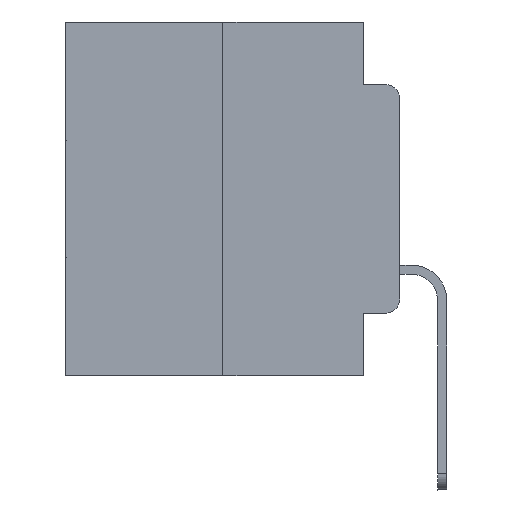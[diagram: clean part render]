
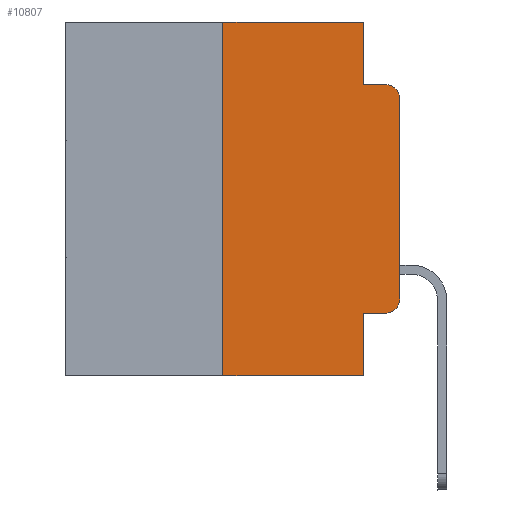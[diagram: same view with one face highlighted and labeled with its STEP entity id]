
A CAD part, left-side view. The second image highlights one B-rep face of the part: STEP entity #10807.
In plain terms, the highlighted planar face has unit normal (-1, 0, 0).
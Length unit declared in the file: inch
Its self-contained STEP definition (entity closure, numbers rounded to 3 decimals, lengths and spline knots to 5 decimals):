
#2 = VECTOR ( 'NONE', #16169, 39.37008 ) ;
#317 = LINE ( 'NONE', #7368, #21449 ) ;
#860 = ORIENTED_EDGE ( 'NONE', *, *, #14088, .F. ) ;
#1083 = DIRECTION ( 'NONE',  ( 1., 0., 0. ) ) ;
#1533 = EDGE_CURVE ( 'NONE', #17822, #16626, #2895, .T. ) ;
#1563 = ORIENTED_EDGE ( 'NONE', *, *, #2211, .T. ) ;
#2149 = CARTESIAN_POINT ( 'NONE',  ( 0., 0.25, 0. ) ) ;
#2211 = EDGE_CURVE ( 'NONE', #21075, #16393, #26029, .T. ) ;
#2306 = EDGE_CURVE ( 'NONE', #8358, #27233, #17474, .T. ) ;
#2895 = LINE ( 'NONE', #5349, #2 ) ;
#2967 = DIRECTION ( 'NONE',  ( -1., 0., 0. ) ) ;
#3181 = VERTEX_POINT ( 'NONE', #18785 ) ;
#4490 = EDGE_CURVE ( 'NONE', #3181, #16393, #6065, .T. ) ;
#5349 = CARTESIAN_POINT ( 'NONE',  ( 0., 0.473, 0. ) ) ;
#5493 = VECTOR ( 'NONE', #17229, 39.37008 ) ;
#5833 = FACE_OUTER_BOUND ( 'NONE', #18770, .T. ) ;
#6065 = LINE ( 'NONE', #22065, #23702 ) ;
#6352 = EDGE_CURVE ( 'NONE', #16626, #18885, #6599, .T. ) ;
#6599 = LINE ( 'NONE', #13237, #15608 ) ;
#6970 = CARTESIAN_POINT ( 'NONE',  ( 0., 0.02, -0.3915 ) ) ;
#7223 = CARTESIAN_POINT ( 'NONE',  ( 0., 0.25, 0. ) ) ;
#7368 = CARTESIAN_POINT ( 'NONE',  ( 0., 0.051, -0.0885 ) ) ;
#7780 = LINE ( 'NONE', #20920, #17245 ) ;
#8177 = CARTESIAN_POINT ( 'NONE',  ( 0., 0.02, -0.0885 ) ) ;
#8358 = VERTEX_POINT ( 'NONE', #20604 ) ;
#8577 = CARTESIAN_POINT ( 'NONE',  ( 0., 0.473, -0.5 ) ) ;
#8616 = ORIENTED_EDGE ( 'NONE', *, *, #2306, .T. ) ;
#9451 = ORIENTED_EDGE ( 'NONE', *, *, #4490, .F. ) ;
#9596 = DIRECTION ( 'NONE',  ( 0., 0., -1. ) ) ;
#10024 = PLANE ( 'NONE',  #16295 ) ;
#10298 = CARTESIAN_POINT ( 'NONE',  ( 0., 0.473, 0. ) ) ;
#10795 = VECTOR ( 'NONE', #26546, 39.37008 ) ;
#10807 = ADVANCED_FACE ( 'NONE', ( #5833 ), #10024, .F. ) ;
#10982 = VERTEX_POINT ( 'NONE', #19818 ) ;
#11214 = CARTESIAN_POINT ( 'NONE',  ( 0., 0.051, 0. ) ) ;
#12853 = EDGE_CURVE ( 'NONE', #21075, #17822, #17754, .T. ) ;
#12932 = EDGE_CURVE ( 'NONE', #3181, #8358, #7780, .T. ) ;
#13128 = DIRECTION ( 'NONE',  ( 0., 0., -1. ) ) ;
#13237 = CARTESIAN_POINT ( 'NONE',  ( 0., 0.051, 0. ) ) ;
#13949 = DIRECTION ( 'NONE',  ( 0., 0., 1. ) ) ;
#14088 = EDGE_CURVE ( 'NONE', #18885, #20774, #317, .T. ) ;
#14465 = CARTESIAN_POINT ( 'NONE',  ( 0., 0., -0.3915 ) ) ;
#15537 = CARTESIAN_POINT ( 'NONE',  ( 0., 0.051, -0.0885 ) ) ;
#15608 = VECTOR ( 'NONE', #22321, 39.37008 ) ;
#15929 = ORIENTED_EDGE ( 'NONE', *, *, #17876, .T. ) ;
#16169 = DIRECTION ( 'NONE',  ( 0., -1., 0. ) ) ;
#16295 = AXIS2_PLACEMENT_3D ( 'NONE', #10298, #1083, #27601 ) ;
#16393 = VERTEX_POINT ( 'NONE', #28104 ) ;
#16626 = VERTEX_POINT ( 'NONE', #11214 ) ;
#17229 = DIRECTION ( 'NONE',  ( 0., -1., 0. ) ) ;
#17240 = VECTOR ( 'NONE', #13949, 39.37008 ) ;
#17245 = VECTOR ( 'NONE', #25244, 39.37008 ) ;
#17474 = CIRCLE ( 'NONE', #22085, 0.02 ) ;
#17604 = ORIENTED_EDGE ( 'NONE', *, *, #18379, .T. ) ;
#17754 = LINE ( 'NONE', #7223, #10795 ) ;
#17798 = DIRECTION ( 'NONE',  ( 0., 0., -1. ) ) ;
#17822 = VERTEX_POINT ( 'NONE', #2149 ) ;
#17876 = EDGE_CURVE ( 'NONE', #27233, #10982, #23935, .T. ) ;
#18233 = DIRECTION ( 'NONE',  ( -1., 0., 0. ) ) ;
#18379 = EDGE_CURVE ( 'NONE', #10982, #20774, #23251, .T. ) ;
#18485 = DIRECTION ( 'NONE',  ( 0., -1., 0. ) ) ;
#18770 = EDGE_LOOP ( 'NONE', ( #15929, #17604, #860, #19284, #21103, #23820, #1563, #9451, #21953, #8616 ) ) ;
#18785 = CARTESIAN_POINT ( 'NONE',  ( 0., 0.051, -0.4115 ) ) ;
#18885 = VERTEX_POINT ( 'NONE', #15537 ) ;
#19284 = ORIENTED_EDGE ( 'NONE', *, *, #6352, .F. ) ;
#19818 = CARTESIAN_POINT ( 'NONE',  ( 0., 0., -0.1085 ) ) ;
#20026 = AXIS2_PLACEMENT_3D ( 'NONE', #22728, #2967, #9596 ) ;
#20604 = CARTESIAN_POINT ( 'NONE',  ( 0., 0.02, -0.4115 ) ) ;
#20774 = VERTEX_POINT ( 'NONE', #8177 ) ;
#20920 = CARTESIAN_POINT ( 'NONE',  ( 0., 0.051, -0.4115 ) ) ;
#21075 = VERTEX_POINT ( 'NONE', #27330 ) ;
#21103 = ORIENTED_EDGE ( 'NONE', *, *, #1533, .F. ) ;
#21449 = VECTOR ( 'NONE', #18485, 39.37008 ) ;
#21953 = ORIENTED_EDGE ( 'NONE', *, *, #12932, .T. ) ;
#22065 = CARTESIAN_POINT ( 'NONE',  ( 0., 0.051, 0. ) ) ;
#22085 = AXIS2_PLACEMENT_3D ( 'NONE', #6970, #18233, #17798 ) ;
#22321 = DIRECTION ( 'NONE',  ( 0., 0., -1. ) ) ;
#22728 = CARTESIAN_POINT ( 'NONE',  ( 0., 0.02, -0.1085 ) ) ;
#23048 = CARTESIAN_POINT ( 'NONE',  ( 0., 0., 0. ) ) ;
#23251 = CIRCLE ( 'NONE', #20026, 0.02 ) ;
#23702 = VECTOR ( 'NONE', #13128, 39.37008 ) ;
#23820 = ORIENTED_EDGE ( 'NONE', *, *, #12853, .F. ) ;
#23935 = LINE ( 'NONE', #23048, #17240 ) ;
#25244 = DIRECTION ( 'NONE',  ( 0., -1., 0. ) ) ;
#26029 = LINE ( 'NONE', #8577, #5493 ) ;
#26546 = DIRECTION ( 'NONE',  ( 0., 0., 1. ) ) ;
#27233 = VERTEX_POINT ( 'NONE', #14465 ) ;
#27330 = CARTESIAN_POINT ( 'NONE',  ( 0., 0.25, -0.5 ) ) ;
#27601 = DIRECTION ( 'NONE',  ( 0., 0., -1. ) ) ;
#28104 = CARTESIAN_POINT ( 'NONE',  ( 0., 0.051, -0.5 ) ) ;
